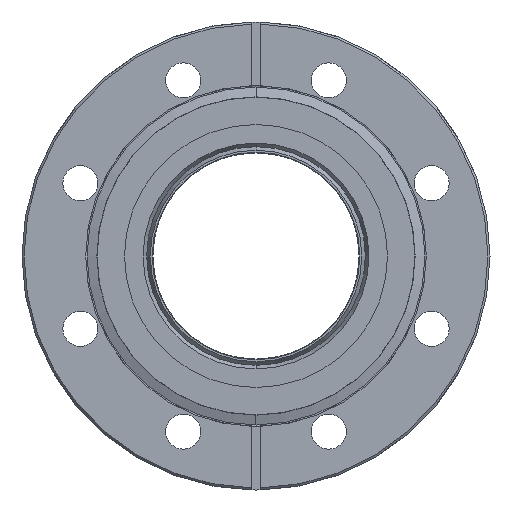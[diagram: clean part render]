
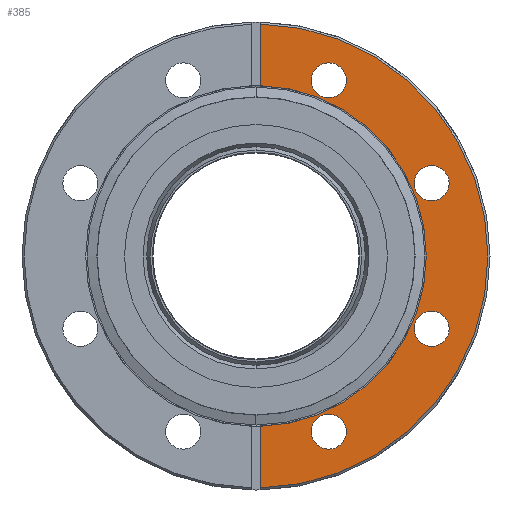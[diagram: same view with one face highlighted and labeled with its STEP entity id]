
A CAD part, left-side view. The second image highlights one B-rep face of the part: STEP entity #385.
In plain terms, the highlighted planar face has unit normal (-1, 0, 0).
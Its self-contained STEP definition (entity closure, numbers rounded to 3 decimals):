
#385=ADVANCED_FACE('',(#2541,#2542,#2543,#2544,#2545),#2540,.T.);
#2540=PLANE('',#7276);
#2541=FACE_OUTER_BOUND('',#7277,.T.);
#2542=FACE_BOUND('',#7278,.T.);
#2543=FACE_BOUND('',#7279,.T.);
#2544=FACE_BOUND('',#7280,.T.);
#2545=FACE_BOUND('',#7281,.T.);
#7273=CARTESIAN_POINT('',(-47.5,-61.775,-66.241));
#7274=DIRECTION('',(-1.,0.,0.));
#7275=DIRECTION('',(0.,0.,1.));
#7276=AXIS2_PLACEMENT_3D('',#7273,#7274,#7275);
#7277=EDGE_LOOP('',(#8902,#8903,#8904,#8905));
#7278=EDGE_LOOP('',(#8906,#8907,#8908));
#7279=EDGE_LOOP('',(#8909,#8910,#8911));
#7280=EDGE_LOOP('',(#8912,#8913,#8914));
#7281=EDGE_LOOP('',(#8915,#8916,#8917));
#8902=ORIENTED_EDGE('',*,*,#9864,.T.);
#8903=ORIENTED_EDGE('',*,*,#9855,.T.);
#8904=ORIENTED_EDGE('',*,*,#9865,.F.);
#8905=ORIENTED_EDGE('',*,*,#9843,.T.);
#8906=ORIENTED_EDGE('',*,*,#9866,.F.);
#8907=ORIENTED_EDGE('',*,*,#9867,.F.);
#8908=ORIENTED_EDGE('',*,*,#9868,.F.);
#8909=ORIENTED_EDGE('',*,*,#9869,.F.);
#8910=ORIENTED_EDGE('',*,*,#9870,.F.);
#8911=ORIENTED_EDGE('',*,*,#9871,.F.);
#8912=ORIENTED_EDGE('',*,*,#9872,.F.);
#8913=ORIENTED_EDGE('',*,*,#9873,.F.);
#8914=ORIENTED_EDGE('',*,*,#9874,.F.);
#8915=ORIENTED_EDGE('',*,*,#9875,.F.);
#8916=ORIENTED_EDGE('',*,*,#9876,.F.);
#8917=ORIENTED_EDGE('',*,*,#9877,.F.);
#9843=EDGE_CURVE('',#12734,#12727,#12735,.T.);
#9855=EDGE_CURVE('',#12817,#12818,#12819,.T.);
#9864=EDGE_CURVE('',#12727,#12817,#12878,.T.);
#9865=EDGE_CURVE('',#12734,#12818,#12884,.T.);
#9866=EDGE_CURVE('',#12890,#12891,#12892,.T.);
#9867=EDGE_CURVE('',#12898,#12890,#12899,.T.);
#9868=EDGE_CURVE('',#12891,#12898,#12905,.T.);
#9869=EDGE_CURVE('',#12911,#12912,#12913,.T.);
#9870=EDGE_CURVE('',#12919,#12911,#12920,.T.);
#9871=EDGE_CURVE('',#12912,#12919,#12926,.T.);
#9872=EDGE_CURVE('',#12932,#12933,#12934,.T.);
#9873=EDGE_CURVE('',#12940,#12932,#12941,.T.);
#9874=EDGE_CURVE('',#12933,#12940,#12947,.T.);
#9875=EDGE_CURVE('',#12953,#12954,#12955,.T.);
#9876=EDGE_CURVE('',#12961,#12953,#12962,.T.);
#9877=EDGE_CURVE('',#12954,#12961,#12968,.T.);
#12727=VERTEX_POINT('',#16627);
#12734=VERTEX_POINT('',#16632);
#12735=LINE('',#16633,#16634);
#12817=VERTEX_POINT('',#16681);
#12818=VERTEX_POINT('',#16682);
#12819=LINE('',#16683,#16684);
#12878=CIRCLE('',#16723,56.25);
#12884=CIRCLE('',#16727,41.3);
#12890=VERTEX_POINT('',#16728);
#12891=VERTEX_POINT('',#16729);
#12892=CIRCLE('',#16733,4.25);
#12898=VERTEX_POINT('',#16734);
#12899=CIRCLE('',#16738,4.25);
#12905=CIRCLE('',#16742,4.25);
#12911=VERTEX_POINT('',#16743);
#12912=VERTEX_POINT('',#16744);
#12913=CIRCLE('',#16748,4.25);
#12919=VERTEX_POINT('',#16749);
#12920=CIRCLE('',#16753,4.25);
#12926=CIRCLE('',#16757,4.25);
#12932=VERTEX_POINT('',#16758);
#12933=VERTEX_POINT('',#16759);
#12934=CIRCLE('',#16763,4.25);
#12940=VERTEX_POINT('',#16764);
#12941=CIRCLE('',#16768,4.25);
#12947=CIRCLE('',#16772,4.25);
#12953=VERTEX_POINT('',#16773);
#12954=VERTEX_POINT('',#16774);
#12955=CIRCLE('',#16778,4.25);
#12961=VERTEX_POINT('',#16779);
#12962=CIRCLE('',#16783,4.25);
#12968=CIRCLE('',#16787,4.25);
#16627=CARTESIAN_POINT('',(-47.5,-1.,-56.241));
#16632=CARTESIAN_POINT('',(-47.5,-1.,-41.288));
#16633=CARTESIAN_POINT('',(-47.5,-1.,-41.288));
#16634=VECTOR('',#16635,14.953);
#16635=DIRECTION('',(0.,0.,-1.));
#16681=CARTESIAN_POINT('',(-47.5,-1.,56.241));
#16682=CARTESIAN_POINT('',(-47.5,-1.,41.288));
#16683=CARTESIAN_POINT('',(-47.5,-1.,56.241));
#16684=VECTOR('',#16685,14.953);
#16685=DIRECTION('',(0.,0.,-1.));
#16720=CARTESIAN_POINT('',(-47.5,0.,0.));
#16721=DIRECTION('',(-1.,0.,0.));
#16722=DIRECTION('',(0.,0.,-1.));
#16723=AXIS2_PLACEMENT_3D('',#16720,#16721,#16722);
#16724=CARTESIAN_POINT('',(-47.5,0.,0.));
#16725=DIRECTION('',(-1.,0.,0.));
#16726=DIRECTION('',(0.,0.,-1.));
#16727=AXIS2_PLACEMENT_3D('',#16724,#16725,#16726);
#16728=CARTESIAN_POINT('',(-47.5,-42.591,-21.892));
#16729=CARTESIAN_POINT('',(-47.5,-46.841,-17.642));
#16730=CARTESIAN_POINT('',(-47.5,-42.591,-17.642));
#16731=DIRECTION('',(-1.,0.,0.));
#16732=DIRECTION('',(0.,-1.,0.));
#16733=AXIS2_PLACEMENT_3D('',#16730,#16731,#16732);
#16734=CARTESIAN_POINT('',(-47.5,-42.59,-13.392));
#16735=CARTESIAN_POINT('',(-47.5,-42.591,-17.642));
#16736=DIRECTION('',(-1.,0.,0.));
#16737=DIRECTION('',(0.,-1.,0.));
#16738=AXIS2_PLACEMENT_3D('',#16735,#16736,#16737);
#16739=CARTESIAN_POINT('',(-47.5,-42.591,-17.642));
#16740=DIRECTION('',(-1.,0.,0.));
#16741=DIRECTION('',(0.,-1.,0.));
#16742=AXIS2_PLACEMENT_3D('',#16739,#16740,#16741);
#16743=CARTESIAN_POINT('',(-47.5,-42.591,13.392));
#16744=CARTESIAN_POINT('',(-47.5,-46.841,17.642));
#16745=CARTESIAN_POINT('',(-47.5,-42.591,17.642));
#16746=DIRECTION('',(-1.,0.,0.));
#16747=DIRECTION('',(0.,-1.,0.));
#16748=AXIS2_PLACEMENT_3D('',#16745,#16746,#16747);
#16749=CARTESIAN_POINT('',(-47.5,-42.59,21.892));
#16750=CARTESIAN_POINT('',(-47.5,-42.591,17.642));
#16751=DIRECTION('',(-1.,0.,0.));
#16752=DIRECTION('',(0.,-1.,0.));
#16753=AXIS2_PLACEMENT_3D('',#16750,#16751,#16752);
#16754=CARTESIAN_POINT('',(-47.5,-42.591,17.642));
#16755=DIRECTION('',(-1.,0.,0.));
#16756=DIRECTION('',(0.,-1.,0.));
#16757=AXIS2_PLACEMENT_3D('',#16754,#16755,#16756);
#16758=CARTESIAN_POINT('',(-47.5,-17.642,38.341));
#16759=CARTESIAN_POINT('',(-47.5,-21.892,42.591));
#16760=CARTESIAN_POINT('',(-47.5,-17.642,42.591));
#16761=DIRECTION('',(-1.,0.,0.));
#16762=DIRECTION('',(0.,-1.,0.));
#16763=AXIS2_PLACEMENT_3D('',#16760,#16761,#16762);
#16764=CARTESIAN_POINT('',(-47.5,-17.641,46.841));
#16765=CARTESIAN_POINT('',(-47.5,-17.642,42.591));
#16766=DIRECTION('',(-1.,0.,0.));
#16767=DIRECTION('',(0.,-1.,0.));
#16768=AXIS2_PLACEMENT_3D('',#16765,#16766,#16767);
#16769=CARTESIAN_POINT('',(-47.5,-17.642,42.591));
#16770=DIRECTION('',(-1.,0.,0.));
#16771=DIRECTION('',(0.,-1.,0.));
#16772=AXIS2_PLACEMENT_3D('',#16769,#16770,#16771);
#16773=CARTESIAN_POINT('',(-47.5,-17.642,-46.841));
#16774=CARTESIAN_POINT('',(-47.5,-21.892,-42.591));
#16775=CARTESIAN_POINT('',(-47.5,-17.642,-42.591));
#16776=DIRECTION('',(-1.,0.,0.));
#16777=DIRECTION('',(0.,-1.,0.));
#16778=AXIS2_PLACEMENT_3D('',#16775,#16776,#16777);
#16779=CARTESIAN_POINT('',(-47.5,-17.641,-38.341));
#16780=CARTESIAN_POINT('',(-47.5,-17.642,-42.591));
#16781=DIRECTION('',(-1.,0.,0.));
#16782=DIRECTION('',(0.,-1.,0.));
#16783=AXIS2_PLACEMENT_3D('',#16780,#16781,#16782);
#16784=CARTESIAN_POINT('',(-47.5,-17.642,-42.591));
#16785=DIRECTION('',(-1.,0.,0.));
#16786=DIRECTION('',(0.,-1.,0.));
#16787=AXIS2_PLACEMENT_3D('',#16784,#16785,#16786);
